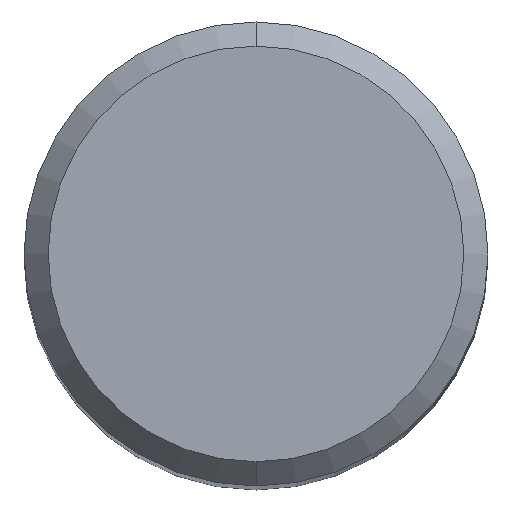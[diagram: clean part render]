
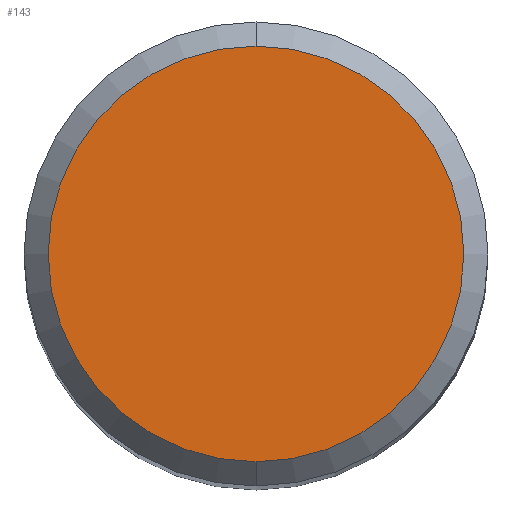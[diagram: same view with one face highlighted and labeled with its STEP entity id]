
A CAD part, top view. The second image highlights one B-rep face of the part: STEP entity #143.
In plain terms, the highlighted planar face has unit normal (0, 0, 1).
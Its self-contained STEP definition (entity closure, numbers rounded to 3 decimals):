
#143=ADVANCED_FACE('',(#374),#375,.T.);
#191=VERTEX_POINT('',#429);
#223=VERTEX_POINT('',#468);
#283=EDGE_CURVE('',#191,#223,#536,.T.);
#335=EDGE_CURVE('',#223,#191,#593,.T.);
#374=FACE_OUTER_BOUND('',#628,.T.);
#375=PLANE('',#629);
#429=CARTESIAN_POINT('',(0.0,4.3,0.0));
#468=CARTESIAN_POINT('',(0.,-4.3,0.0));
#536=CIRCLE('',#832,4.3);
#593=CIRCLE('',#911,4.3);
#628=EDGE_LOOP('',(#936,#937));
#629=AXIS2_PLACEMENT_3D('',#938,#939,#940);
#832=AXIS2_PLACEMENT_3D('',#1160,#1161,#1162);
#911=AXIS2_PLACEMENT_3D('',#1223,#1224,#1225);
#936=ORIENTED_EDGE('',*,*,#283,.F.);
#937=ORIENTED_EDGE('',*,*,#335,.F.);
#938=CARTESIAN_POINT('',(0.0,2.15,0.0));
#939=DIRECTION('',(-0.0,0.0,1.0));
#940=DIRECTION('',(0.0,-1.0,0.0));
#1160=CARTESIAN_POINT('',(0.0,0.0,0.0));
#1161=DIRECTION('',(0.0,0.0,-1.0));
#1162=DIRECTION('',(0.0,1.0,0.0));
#1223=CARTESIAN_POINT('',(0.0,0.0,0.0));
#1224=DIRECTION('',(0.0,0.0,-1.0));
#1225=DIRECTION('',(0.0,1.0,0.0));
